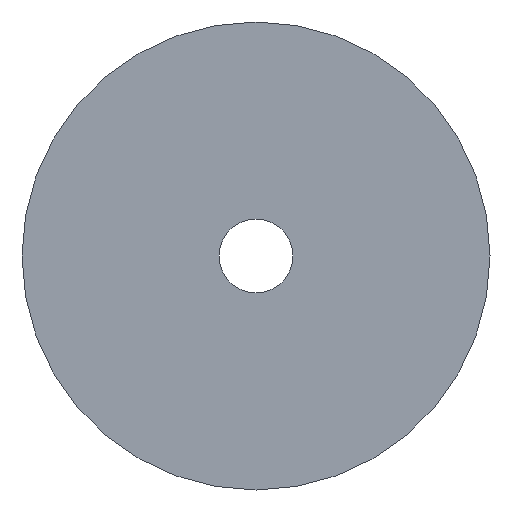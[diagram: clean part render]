
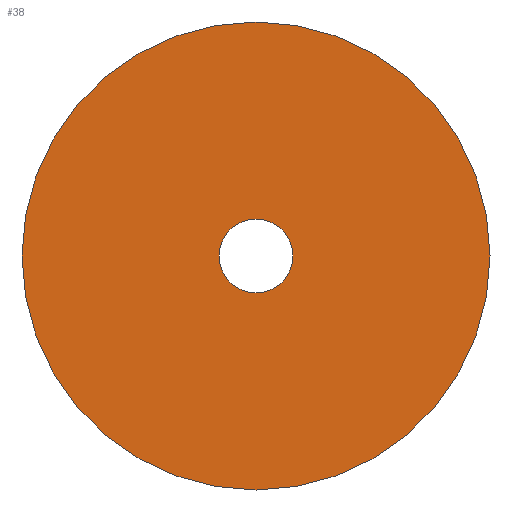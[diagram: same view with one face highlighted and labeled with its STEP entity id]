
A CAD part, front view. The second image highlights one B-rep face of the part: STEP entity #38.
In plain terms, the highlighted planar face has unit normal (0, -1, 0).
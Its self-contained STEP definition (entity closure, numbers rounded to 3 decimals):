
#4 = PLANE ( 'NONE',  #259 ) ;
#7 = EDGE_CURVE ( 'NONE', #519, #669, #464, .T. ) ;
#11 = DIRECTION ( 'NONE',  ( 0., 0., 1. ) ) ;
#38 = ADVANCED_FACE ( 'NONE', ( #781, #448 ), #4, .F. ) ;
#39 = ORIENTED_EDGE ( 'NONE', *, *, #196, .T. ) ;
#77 = EDGE_LOOP ( 'NONE', ( #39, #648 ) ) ;
#83 = CARTESIAN_POINT ( 'NONE',  ( 0., 0., -9.5 ) ) ;
#87 = DIRECTION ( 'NONE',  ( 0., 0., 1. ) ) ;
#102 = DIRECTION ( 'NONE',  ( 0., 0., 1. ) ) ;
#105 = CARTESIAN_POINT ( 'NONE',  ( 0., 0., 0. ) ) ;
#146 = DIRECTION ( 'NONE',  ( 0., 0., 1. ) ) ;
#162 = VERTEX_POINT ( 'NONE', #268 ) ;
#175 = AXIS2_PLACEMENT_3D ( 'NONE', #726, #333, #189 ) ;
#179 = CIRCLE ( 'NONE', #762, 9.5 ) ;
#189 = DIRECTION ( 'NONE',  ( 0., 0., 1. ) ) ;
#196 = EDGE_CURVE ( 'NONE', #162, #595, #406, .T. ) ;
#226 = CARTESIAN_POINT ( 'NONE',  ( 0., 0., 9.5 ) ) ;
#259 = AXIS2_PLACEMENT_3D ( 'NONE', #721, #514, #11 ) ;
#268 = CARTESIAN_POINT ( 'NONE',  ( 0., 0., 1.5 ) ) ;
#280 = CARTESIAN_POINT ( 'NONE',  ( 0., 0., 0. ) ) ;
#291 = AXIS2_PLACEMENT_3D ( 'NONE', #280, #294, #87 ) ;
#294 = DIRECTION ( 'NONE',  ( 0., 1., 0. ) ) ;
#333 = DIRECTION ( 'NONE',  ( 0., 1., 0. ) ) ;
#406 = CIRCLE ( 'NONE', #438, 1.5 ) ;
#430 = DIRECTION ( 'NONE',  ( 0., 1., 0. ) ) ;
#438 = AXIS2_PLACEMENT_3D ( 'NONE', #740, #670, #146 ) ;
#448 = FACE_BOUND ( 'NONE', #77, .T. ) ;
#457 = CIRCLE ( 'NONE', #291, 1.5 ) ;
#464 = CIRCLE ( 'NONE', #175, 9.5 ) ;
#474 = ORIENTED_EDGE ( 'NONE', *, *, #768, .F. ) ;
#491 = EDGE_CURVE ( 'NONE', #595, #162, #457, .T. ) ;
#502 = ORIENTED_EDGE ( 'NONE', *, *, #7, .F. ) ;
#514 = DIRECTION ( 'NONE',  ( 0., 1., 0. ) ) ;
#519 = VERTEX_POINT ( 'NONE', #83 ) ;
#595 = VERTEX_POINT ( 'NONE', #683 ) ;
#648 = ORIENTED_EDGE ( 'NONE', *, *, #491, .T. ) ;
#669 = VERTEX_POINT ( 'NONE', #226 ) ;
#670 = DIRECTION ( 'NONE',  ( 0., 1., 0. ) ) ;
#675 = EDGE_LOOP ( 'NONE', ( #474, #502 ) ) ;
#683 = CARTESIAN_POINT ( 'NONE',  ( 0., 0., -1.5 ) ) ;
#721 = CARTESIAN_POINT ( 'NONE',  ( 1.5, 0., 0. ) ) ;
#726 = CARTESIAN_POINT ( 'NONE',  ( 0., 0., 0. ) ) ;
#740 = CARTESIAN_POINT ( 'NONE',  ( 0., 0., 0. ) ) ;
#762 = AXIS2_PLACEMENT_3D ( 'NONE', #105, #430, #102 ) ;
#768 = EDGE_CURVE ( 'NONE', #669, #519, #179, .T. ) ;
#781 = FACE_OUTER_BOUND ( 'NONE', #675, .T. ) ;
